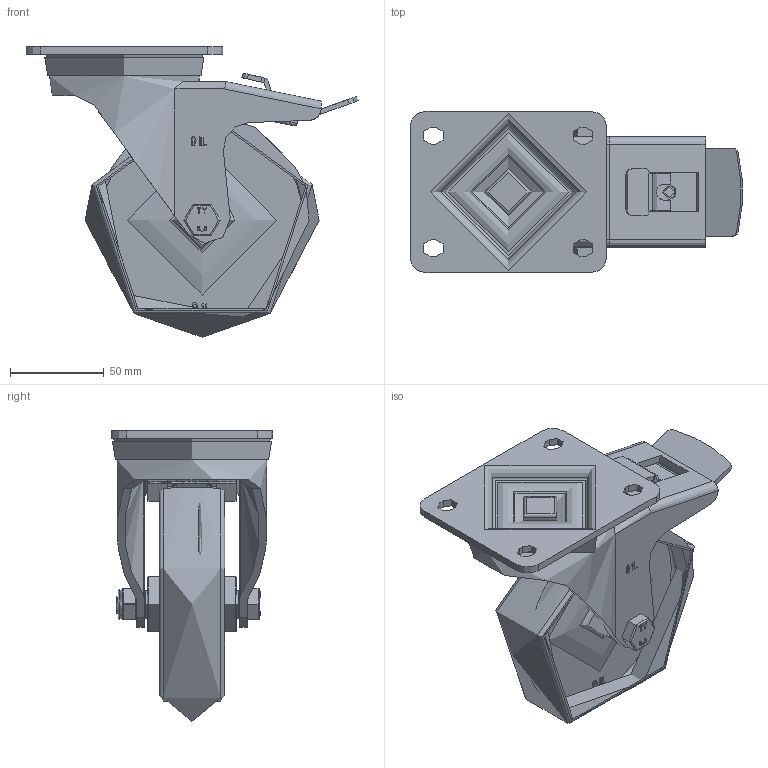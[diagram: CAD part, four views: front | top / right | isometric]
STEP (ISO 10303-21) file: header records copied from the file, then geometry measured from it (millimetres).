
FILE_DESCRIPTION(/* description */ (''),/* implementation_level */ '2;1');
FILE_NAME(/* name */ 'BZH125NYSWB.step',/* time_stamp */ '2025-07-02T15:58:16+01:00',/* author */ (''),/* organization */ (''),/* preprocessor_version */ 'ST-DEVELOPER v20.1',/* originating_system */ 'Autodesk Translation Framework v14.10.0.0',/* authorisation */ '');
FILE_SCHEMA (('AUTOMOTIVE_DESIGN { 1 0 10303 214 3 1 1 }'));
Length unit declared in the file: millimetre
Products named in the file (19): BZH125NYSWB; BZH125ASSWB v1; ZINC PLATED, PRESSED STEEL TOP PLATE; ZINC PLATED, PRESSED STEEL FORKS; BEARING SEAL; BRAKE PEDAL; BRAKE PAD; BRAKE PAD Geometry; BRAKE BOLT; BZH125WNY61 v1; WHITE NYLON WHEEL; TUBEM15X50 v1; ZINC PLATED AXLE TUBE; HEXBOLTM10X70Z8.8 v2; GRADE 8.8 THREADED ZINC PLATED BOLT; NYLOCM10Z v1; NYLOC NUT; RUBBER; NUT
Assembly tree (18 placements, depth 4):
  BZH125NYSWB
    BZH125ASSWB v1
      ZINC PLATED, PRESSED STEEL TOP PLATE
      ZINC PLATED, PRESSED STEEL FORKS
      BEARING SEAL
      BRAKE PEDAL
      BRAKE PAD
        BRAKE PAD Geometry
        BRAKE BOLT
    BZH125WNY61 v1
      WHITE NYLON WHEEL
    TUBEM15X50 v1
      ZINC PLATED AXLE TUBE
    HEXBOLTM10X70Z8.8 v2
      GRADE 8.8 THREADED ZINC PLATED BOLT
    NYLOCM10Z v1
      NYLOC NUT
        RUBBER
        NUT
Bounding box: 177.25 x 86 x 155 mm (x, y, z)
Volume: 351992.5 mm3; surface area: 147608.1 mm2
Topology: 11 solids, 11 shells, 736 faces, 1929 edges, 1250 vertices
Faces by surface type: plane 411, cylinder 176, bspline 106, torus 24, sphere 12, cone 7
Full cylindrical faces by diameter (mm): 6 x2, 8.141 x18, 9.85 x19, 10 x3, 10.2 x2, 10.5 x1, 12 x2, 15 x1, 15.1 x1, 16 x2, 20 x1, 25 x2, 29 x2, 31 x1, 32 x1, 60 x1, 62 x1, 72 x1, 80 x1, 112 x2
Entity records: 29773 total; most frequent: CARTESIAN_POINT 11588, ORIENTED_EDGE 3858, DIRECTION 3390, EDGE_CURVE 1929, VERTEX_POINT 1250, LINE 1204, VECTOR 1204, AXIS2_PLACEMENT_3D 1093
